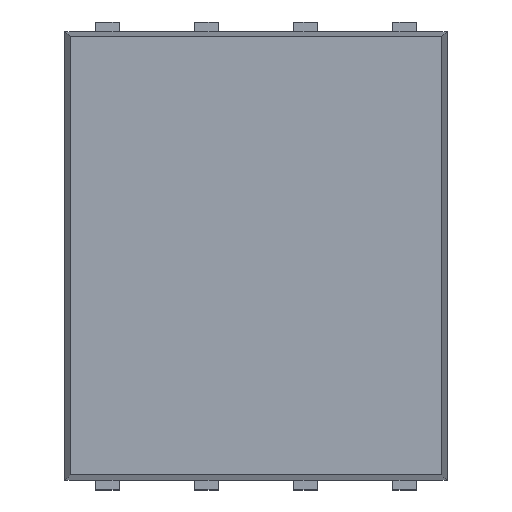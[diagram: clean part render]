
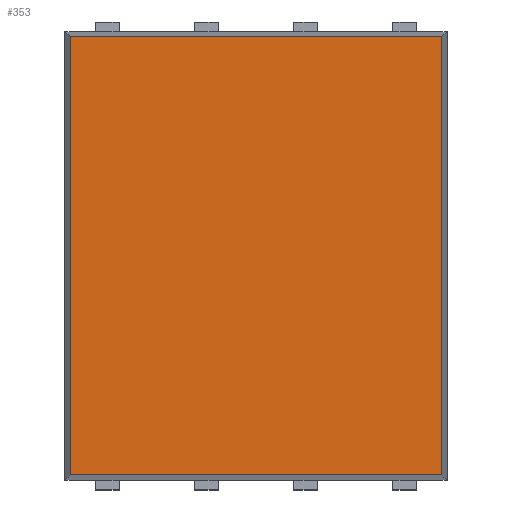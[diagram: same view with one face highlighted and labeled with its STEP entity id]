
A CAD part, top view. The second image highlights one B-rep face of the part: STEP entity #353.
In plain terms, the highlighted planar face has unit normal (0, 0, 1).
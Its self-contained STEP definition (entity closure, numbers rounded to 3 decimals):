
#353=ADVANCED_FACE('',(#1373),#1372,.T.);
#1372=PLANE('',#2730);
#1373=FACE_OUTER_BOUND('',#2731,.T.);
#2727=CARTESIAN_POINT('',(-2.86,3.37,1.01));
#2728=DIRECTION('',(0.,0.,1.));
#2729=DIRECTION('',(0.,-1.,0.));
#2730=AXIS2_PLACEMENT_3D('',#2727,#2728,#2729);
#2731=EDGE_LOOP('',(#3656,#3657,#3658,#3659));
#3656=ORIENTED_EDGE('',*,*,#4398,.T.);
#3657=ORIENTED_EDGE('',*,*,#4399,.T.);
#3658=ORIENTED_EDGE('',*,*,#4400,.F.);
#3659=ORIENTED_EDGE('',*,*,#4401,.T.);
#4398=EDGE_CURVE('',#6330,#6331,#6332,.T.);
#4399=EDGE_CURVE('',#6331,#6338,#6339,.T.);
#4400=EDGE_CURVE('',#6345,#6338,#6346,.T.);
#4401=EDGE_CURVE('',#6345,#6330,#6352,.T.);
#6330=VERTEX_POINT('',#8800);
#6331=VERTEX_POINT('',#8801);
#6332=LINE('',#8802,#8803);
#6338=VERTEX_POINT('',#8805);
#6339=LINE('',#8806,#8807);
#6345=VERTEX_POINT('',#8809);
#6346=LINE('',#8810,#8811);
#6352=LINE('',#8813,#8814);
#8800=CARTESIAN_POINT('',(2.384,-2.809,1.01));
#8801=CARTESIAN_POINT('',(2.384,2.809,1.01));
#8802=CARTESIAN_POINT('',(2.384,-2.809,1.01));
#8803=VECTOR('',#8804,5.617);
#8804=DIRECTION('',(0.,1.,0.));
#8805=CARTESIAN_POINT('',(-2.384,2.809,1.01));
#8806=CARTESIAN_POINT('',(2.384,2.809,1.01));
#8807=VECTOR('',#8808,4.767);
#8808=DIRECTION('',(-1.,0.,0.));
#8809=CARTESIAN_POINT('',(-2.384,-2.809,1.01));
#8810=CARTESIAN_POINT('',(-2.384,-2.809,1.01));
#8811=VECTOR('',#8812,5.617);
#8812=DIRECTION('',(0.,1.,0.));
#8813=CARTESIAN_POINT('',(-2.384,-2.809,1.01));
#8814=VECTOR('',#8815,4.767);
#8815=DIRECTION('',(1.,0.,0.));
